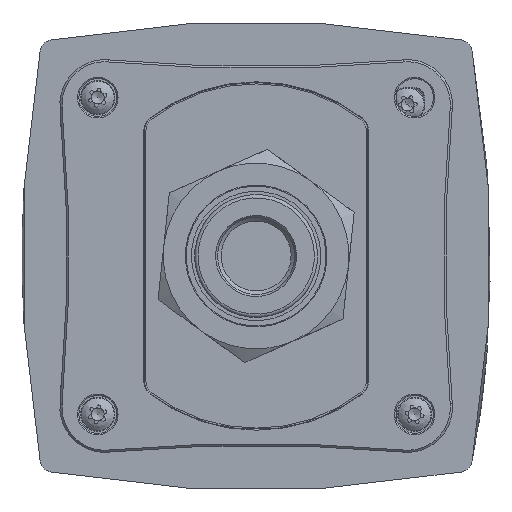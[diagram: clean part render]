
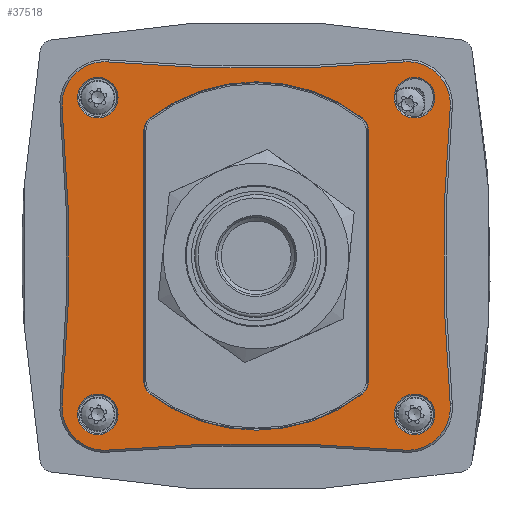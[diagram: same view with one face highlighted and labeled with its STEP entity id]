
A CAD part, front view. The second image highlights one B-rep face of the part: STEP entity #37518.
In plain terms, the highlighted planar face has unit normal (0, -1, 0).
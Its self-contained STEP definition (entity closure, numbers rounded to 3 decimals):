
#860=FACE_BOUND('',#13096,.T.);
#861=FACE_BOUND('',#13097,.T.);
#862=FACE_BOUND('',#13098,.T.);
#863=FACE_BOUND('',#13099,.T.);
#864=FACE_BOUND('',#13100,.T.);
#2062=PLANE('',#40720);
#5246=LINE('',#74349,#8498);
#5247=LINE('',#74374,#8499);
#8498=VECTOR('',#50142,36.497);
#8499=VECTOR('',#50167,36.497);
#10935=FACE_OUTER_BOUND('',#13095,.T.);
#13095=EDGE_LOOP('',(#32915,#32916,#32917,#32918,#32919,#32920,#32921,#32922));
#13096=EDGE_LOOP('',(#32923));
#13097=EDGE_LOOP('',(#32924));
#13098=EDGE_LOOP('',(#32925));
#13099=EDGE_LOOP('',(#32926));
#13100=EDGE_LOOP('',(#32927,#32928,#32929,#32930,#32931,#32932,#32933,#32934));
#14399=CIRCLE('',#40678,2.95);
#14402=CIRCLE('',#40682,2.95);
#14423=CIRCLE('',#40707,2.95);
#14426=CIRCLE('',#40711,2.95);
#14430=CIRCLE('',#40718,2.3);
#14431=CIRCLE('',#40721,6.2);
#14432=CIRCLE('',#40722,236.3);
#14433=CIRCLE('',#40723,6.2);
#14434=CIRCLE('',#40724,236.3);
#14435=CIRCLE('',#40725,6.2);
#14436=CIRCLE('',#40726,236.3);
#14437=CIRCLE('',#40727,6.2);
#14438=CIRCLE('',#40728,236.3);
#14439=CIRCLE('',#40729,2.3);
#14440=CIRCLE('',#40730,25.3);
#14441=CIRCLE('',#40731,2.3);
#14442=CIRCLE('',#40732,2.3);
#14443=CIRCLE('',#40733,25.3);
#17839=VERTEX_POINT('',#74274);
#17841=VERTEX_POINT('',#74281);
#17859=VERTEX_POINT('',#74325);
#17861=VERTEX_POINT('',#74332);
#17862=VERTEX_POINT('',#74341);
#17863=VERTEX_POINT('',#74343);
#17864=VERTEX_POINT('',#74347);
#17865=VERTEX_POINT('',#74351);
#17866=VERTEX_POINT('',#74352);
#17867=VERTEX_POINT('',#74354);
#17868=VERTEX_POINT('',#74356);
#17869=VERTEX_POINT('',#74358);
#17870=VERTEX_POINT('',#74360);
#17871=VERTEX_POINT('',#74362);
#17872=VERTEX_POINT('',#74364);
#17873=VERTEX_POINT('',#74367);
#17874=VERTEX_POINT('',#74369);
#17875=VERTEX_POINT('',#74371);
#17876=VERTEX_POINT('',#74373);
#17877=VERTEX_POINT('',#74375);
#22873=EDGE_CURVE('',#17839,#17839,#14399,.T.);
#22877=EDGE_CURVE('',#17841,#17841,#14402,.T.);
#22899=EDGE_CURVE('',#17859,#17859,#14423,.T.);
#22903=EDGE_CURVE('',#17861,#17861,#14426,.T.);
#22908=EDGE_CURVE('',#17863,#17862,#14430,.T.);
#22911=EDGE_CURVE('',#17862,#17864,#5246,.T.);
#22912=EDGE_CURVE('',#17865,#17866,#14431,.T.);
#22913=EDGE_CURVE('',#17866,#17867,#14432,.T.);
#22914=EDGE_CURVE('',#17867,#17868,#14433,.T.);
#22915=EDGE_CURVE('',#17868,#17869,#14434,.T.);
#22916=EDGE_CURVE('',#17869,#17870,#14435,.T.);
#22917=EDGE_CURVE('',#17870,#17871,#14436,.T.);
#22918=EDGE_CURVE('',#17871,#17872,#14437,.T.);
#22919=EDGE_CURVE('',#17872,#17865,#14438,.T.);
#22920=EDGE_CURVE('',#17864,#17873,#14439,.T.);
#22921=EDGE_CURVE('',#17873,#17874,#14440,.T.);
#22922=EDGE_CURVE('',#17874,#17875,#14441,.T.);
#22923=EDGE_CURVE('',#17875,#17876,#5247,.T.);
#22924=EDGE_CURVE('',#17876,#17877,#14442,.T.);
#22925=EDGE_CURVE('',#17877,#17863,#14443,.T.);
#32915=ORIENTED_EDGE('',*,*,#22912,.T.);
#32916=ORIENTED_EDGE('',*,*,#22913,.T.);
#32917=ORIENTED_EDGE('',*,*,#22914,.T.);
#32918=ORIENTED_EDGE('',*,*,#22915,.T.);
#32919=ORIENTED_EDGE('',*,*,#22916,.T.);
#32920=ORIENTED_EDGE('',*,*,#22917,.T.);
#32921=ORIENTED_EDGE('',*,*,#22918,.T.);
#32922=ORIENTED_EDGE('',*,*,#22919,.T.);
#32923=ORIENTED_EDGE('',*,*,#22877,.T.);
#32924=ORIENTED_EDGE('',*,*,#22873,.T.);
#32925=ORIENTED_EDGE('',*,*,#22903,.T.);
#32926=ORIENTED_EDGE('',*,*,#22899,.T.);
#32927=ORIENTED_EDGE('',*,*,#22920,.T.);
#32928=ORIENTED_EDGE('',*,*,#22921,.T.);
#32929=ORIENTED_EDGE('',*,*,#22922,.T.);
#32930=ORIENTED_EDGE('',*,*,#22923,.T.);
#32931=ORIENTED_EDGE('',*,*,#22924,.T.);
#32932=ORIENTED_EDGE('',*,*,#22925,.T.);
#32933=ORIENTED_EDGE('',*,*,#22908,.T.);
#32934=ORIENTED_EDGE('',*,*,#22911,.T.);
#37518=ADVANCED_FACE('',(#10935,#860,#861,#862,#863,#864),#2062,.T.);
#40678=AXIS2_PLACEMENT_3D('',#74276,#50052,#50053);
#40682=AXIS2_PLACEMENT_3D('',#74283,#50061,#50062);
#40707=AXIS2_PLACEMENT_3D('',#74327,#50112,#50113);
#40711=AXIS2_PLACEMENT_3D('',#74334,#50121,#50122);
#40718=AXIS2_PLACEMENT_3D('',#74344,#50136,#50137);
#40720=AXIS2_PLACEMENT_3D('',#74350,#50143,#50144);
#40721=AXIS2_PLACEMENT_3D('',#74353,#50145,#50146);
#40722=AXIS2_PLACEMENT_3D('',#74355,#50147,#50148);
#40723=AXIS2_PLACEMENT_3D('',#74357,#50149,#50150);
#40724=AXIS2_PLACEMENT_3D('',#74359,#50151,#50152);
#40725=AXIS2_PLACEMENT_3D('',#74361,#50153,#50154);
#40726=AXIS2_PLACEMENT_3D('',#74363,#50155,#50156);
#40727=AXIS2_PLACEMENT_3D('',#74365,#50157,#50158);
#40728=AXIS2_PLACEMENT_3D('',#74366,#50159,#50160);
#40729=AXIS2_PLACEMENT_3D('',#74368,#50161,#50162);
#40730=AXIS2_PLACEMENT_3D('',#74370,#50163,#50164);
#40731=AXIS2_PLACEMENT_3D('',#74372,#50165,#50166);
#40732=AXIS2_PLACEMENT_3D('',#74376,#50168,#50169);
#40733=AXIS2_PLACEMENT_3D('',#74377,#50170,#50171);
#50052=DIRECTION('center_axis',(0.,1.,0.));
#50053=DIRECTION('ref_axis',(0.,0.,
-1.));
#50061=DIRECTION('center_axis',(0.,1.,0.));
#50062=DIRECTION('ref_axis',(0.,0.,
-1.));
#50112=DIRECTION('center_axis',(0.,1.,0.));
#50113=DIRECTION('ref_axis',(0.,0.,
1.));
#50121=DIRECTION('center_axis',(0.,1.,0.));
#50122=DIRECTION('ref_axis',(0.,0.,
1.));
#50136=DIRECTION('center_axis',(0.,1.,0.));
#50137=DIRECTION('ref_axis',(-0.609,0.,-0.793));
#50142=DIRECTION('',(0.,0.,1.));
#50143=DIRECTION('center_axis',(0.,-1.,0.));
#50144=DIRECTION('ref_axis',(0.,0.,
1.));
#50145=DIRECTION('center_axis',(0.,-1.,0.));
#50146=DIRECTION('ref_axis',(0.996,0.,-0.091));
#50147=DIRECTION('center_axis',(0.,1.,0.));
#50148=DIRECTION('ref_axis',(0.091,0.,-0.996));
#50149=DIRECTION('center_axis',(0.,-1.,0.));
#50150=DIRECTION('ref_axis',(0.091,0.,0.996));
#50151=DIRECTION('center_axis',(0.,1.,0.));
#50152=DIRECTION('ref_axis',(0.996,0.,0.091));
#50153=DIRECTION('center_axis',(0.,-1.,0.));
#50154=DIRECTION('ref_axis',(-0.996,0.,0.091));
#50155=DIRECTION('center_axis',(0.,1.,0.));
#50156=DIRECTION('ref_axis',(-0.091,0.,
0.996));
#50157=DIRECTION('center_axis',(0.,-1.,0.));
#50158=DIRECTION('ref_axis',(-0.091,0.,
-0.996));
#50159=DIRECTION('center_axis',(0.,1.,0.));
#50160=DIRECTION('ref_axis',(-0.996,0.,-0.091));
#50161=DIRECTION('center_axis',(0.,1.,0.));
#50162=DIRECTION('ref_axis',(-1.,0.,0.));
#50163=DIRECTION('center_axis',(0.,1.,0.));
#50164=DIRECTION('ref_axis',(-0.609,0.,0.793));
#50165=DIRECTION('center_axis',(0.,1.,0.));
#50166=DIRECTION('ref_axis',(0.609,0.,0.793));
#50167=DIRECTION('',(0.,0.,-1.));
#50168=DIRECTION('center_axis',(0.,1.,0.));
#50169=DIRECTION('ref_axis',(1.,0.,0.));
#50170=DIRECTION('center_axis',(0.,1.,0.));
#50171=DIRECTION('ref_axis',(0.609,0.,-0.793));
#74274=CARTESIAN_POINT('',(-20.05,0.,23.));
#74276=CARTESIAN_POINT('Origin',(-23.,0.,23.));
#74281=CARTESIAN_POINT('',(-20.05,0.,-23.));
#74283=CARTESIAN_POINT('Origin',(-23.,0.,
-23.));
#74325=CARTESIAN_POINT('',(25.95,0.,-23.));
#74327=CARTESIAN_POINT('Origin',(23.,0.,-23.));
#74332=CARTESIAN_POINT('',(25.95,0.,23.));
#74334=CARTESIAN_POINT('Origin',(23.,0.,23.));
#74341=CARTESIAN_POINT('',(-16.3,0.,-18.248));
#74343=CARTESIAN_POINT('',(-15.4,0.,-20.073));
#74344=CARTESIAN_POINT('Origin',(-14.,0.,-18.248));
#74347=CARTESIAN_POINT('',(-16.3,0.,18.248));
#74349=CARTESIAN_POINT('',(-16.3,0.,-18.248));
#74350=CARTESIAN_POINT('Origin',(0.,0.,
0.));
#74351=CARTESIAN_POINT('',(28.174,0.,21.438));
#74352=CARTESIAN_POINT('',(21.438,0.,28.174));
#74353=CARTESIAN_POINT('Origin',(22.,0.,22.));
#74354=CARTESIAN_POINT('',(-21.438,0.,28.174));
#74355=CARTESIAN_POINT('Origin',(0.,0.,
263.5));
#74356=CARTESIAN_POINT('',(-28.174,0.,21.438));
#74357=CARTESIAN_POINT('Origin',(-22.,0.,22.));
#74358=CARTESIAN_POINT('',(-28.174,0.,-21.438));
#74359=CARTESIAN_POINT('Origin',(-263.5,0.,
0.));
#74360=CARTESIAN_POINT('',(-21.438,0.,-28.174));
#74361=CARTESIAN_POINT('Origin',(-22.,0.,
-22.));
#74362=CARTESIAN_POINT('',(21.438,0.,-28.174));
#74363=CARTESIAN_POINT('Origin',(0.,0.,
-263.5));
#74364=CARTESIAN_POINT('',(28.174,0.,-21.438));
#74365=CARTESIAN_POINT('Origin',(22.,0.,-22.));
#74366=CARTESIAN_POINT('Origin',(263.5,0.,0.));
#74367=CARTESIAN_POINT('',(-15.4,0.,20.073));
#74368=CARTESIAN_POINT('Origin',(-14.,0.,18.248));
#74369=CARTESIAN_POINT('',(15.4,0.,20.073));
#74370=CARTESIAN_POINT('Origin',(0.,0.,
0.));
#74371=CARTESIAN_POINT('',(16.3,0.,18.248));
#74372=CARTESIAN_POINT('Origin',(14.,0.,18.248));
#74373=CARTESIAN_POINT('',(16.3,0.,-18.248));
#74374=CARTESIAN_POINT('',(16.3,0.,18.248));
#74375=CARTESIAN_POINT('',(15.4,0.,-20.073));
#74376=CARTESIAN_POINT('Origin',(14.,0.,-18.248));
#74377=CARTESIAN_POINT('Origin',(0.,0.,
0.));
